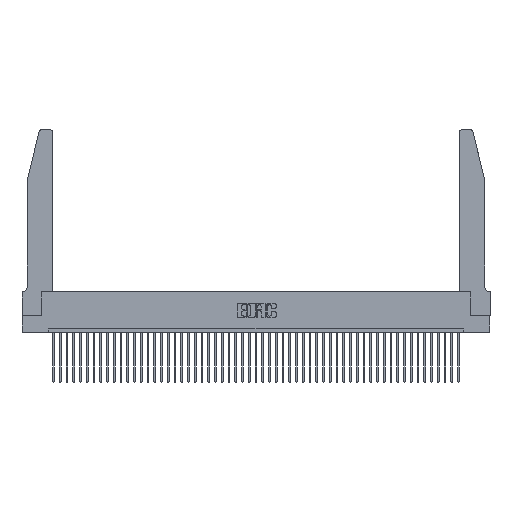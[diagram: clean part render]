
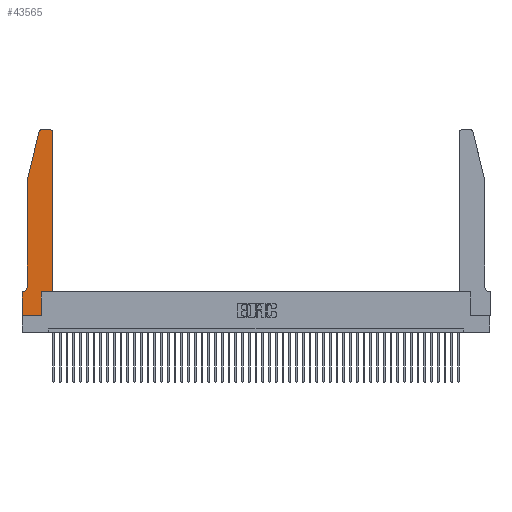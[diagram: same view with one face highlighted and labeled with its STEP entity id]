
A CAD part, top view. The second image highlights one B-rep face of the part: STEP entity #43565.
In plain terms, the highlighted planar face has unit normal (0, 0, 1).
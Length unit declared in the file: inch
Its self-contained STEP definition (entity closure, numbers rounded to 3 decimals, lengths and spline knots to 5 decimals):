
#130 = LINE ( 'NONE', #42001, #30931 ) ;
#1288 = EDGE_CURVE ( 'NONE', #5943, #22219, #11880, .T. ) ;
#1317 = VERTEX_POINT ( 'NONE', #47000 ) ;
#1397 = DIRECTION ( 'NONE',  ( 1., 0., 0. ) ) ;
#1774 = DIRECTION ( 'NONE',  ( -1., 0., 0. ) ) ;
#2343 = DIRECTION ( 'NONE',  ( -1., 0., 0. ) ) ;
#2732 = DIRECTION ( 'NONE',  ( -1., 0., 0. ) ) ;
#2763 = VERTEX_POINT ( 'NONE', #41623 ) ;
#2810 = VECTOR ( 'NONE', #41442, 39.37008 ) ;
#3042 = CARTESIAN_POINT ( 'NONE',  ( 0., 0., 0.37 ) ) ;
#4041 = EDGE_CURVE ( 'NONE', #2763, #1317, #26216, .T. ) ;
#4171 = DIRECTION ( 'NONE',  ( 1., 0., 0. ) ) ;
#4314 = ORIENTED_EDGE ( 'NONE', *, *, #32502, .T. ) ;
#4392 = LINE ( 'NONE', #16966, #6107 ) ;
#5943 = VERTEX_POINT ( 'NONE', #31015 ) ;
#6107 = VECTOR ( 'NONE', #1397, 39.37008 ) ;
#6209 = CARTESIAN_POINT ( 'NONE',  ( 0.4505, 0.35, 0.37 ) ) ;
#7635 = VECTOR ( 'NONE', #19992, 39.37008 ) ;
#7671 = VECTOR ( 'NONE', #1774, 39.37008 ) ;
#7693 = CIRCLE ( 'NONE', #13598, 0.07 ) ;
#7905 = CARTESIAN_POINT ( 'NONE',  ( 0.2865, 0., 0.37 ) ) ;
#8290 = DIRECTION ( 'NONE',  ( -0.239, -0.971, 0. ) ) ;
#8600 = EDGE_CURVE ( 'NONE', #30930, #25188, #12653, .T. ) ;
#8764 = AXIS2_PLACEMENT_3D ( 'NONE', #20911, #13303, #39296 ) ;
#9693 = LINE ( 'NONE', #11735, #34124 ) ;
#9867 = DIRECTION ( 'NONE',  ( 0., 0., -1. ) ) ;
#10091 = EDGE_CURVE ( 'NONE', #16945, #5943, #9693, .T. ) ;
#10288 = VERTEX_POINT ( 'NONE', #31674 ) ;
#10472 = AXIS2_PLACEMENT_3D ( 'NONE', #45106, #15372, #4171 ) ;
#11735 = CARTESIAN_POINT ( 'NONE',  ( 0.4505, 0.35, 0.37 ) ) ;
#11880 = LINE ( 'NONE', #6209, #37498 ) ;
#11928 = CARTESIAN_POINT ( 'NONE',  ( 0.4505, 2.72, 0.37 ) ) ;
#12653 = LINE ( 'NONE', #19043, #2810 ) ;
#13303 = DIRECTION ( 'NONE',  ( 0., 0., 1. ) ) ;
#13598 = AXIS2_PLACEMENT_3D ( 'NONE', #20744, #9867, #2732 ) ;
#13694 = DIRECTION ( 'NONE',  ( 1., 0., 0. ) ) ;
#14073 = LINE ( 'NONE', #35648, #34372 ) ;
#15372 = DIRECTION ( 'NONE',  ( 0., 0., 1. ) ) ;
#15623 = CARTESIAN_POINT ( 'NONE',  ( 0.0755, 0.42, 0.37 ) ) ;
#16945 = VERTEX_POINT ( 'NONE', #39153 ) ;
#16966 = CARTESIAN_POINT ( 'NONE',  ( 0., 0., 0.37 ) ) ;
#17033 = ORIENTED_EDGE ( 'NONE', *, *, #23763, .T. ) ;
#17178 = ORIENTED_EDGE ( 'NONE', *, *, #1288, .T. ) ;
#18209 = FACE_OUTER_BOUND ( 'NONE', #19026, .T. ) ;
#18866 = CARTESIAN_POINT ( 'NONE',  ( 0.0755, 2., 0.37 ) ) ;
#19026 = EDGE_LOOP ( 'NONE', ( #19539, #26065, #44816, #17033, #34371, #4314, #25975, #32969, #38748, #35171, #17178, #47187 ) ) ;
#19043 = CARTESIAN_POINT ( 'NONE',  ( 0., 0., 0.37 ) ) ;
#19221 = LINE ( 'NONE', #23285, #7635 ) ;
#19271 = EDGE_CURVE ( 'NONE', #39526, #16945, #19221, .T. ) ;
#19539 = ORIENTED_EDGE ( 'NONE', *, *, #32564, .T. ) ;
#19992 = DIRECTION ( 'NONE',  ( 0., 1., 0. ) ) ;
#20625 = CARTESIAN_POINT ( 'NONE',  ( 0.2605, 2.75, 0.37 ) ) ;
#20744 = CARTESIAN_POINT ( 'NONE',  ( 0.0055, 0.42, 0.37 ) ) ;
#20911 = CARTESIAN_POINT ( 'NONE',  ( 0.4205, 2.72, 0.37 ) ) ;
#22219 = VERTEX_POINT ( 'NONE', #11928 ) ;
#22435 = CARTESIAN_POINT ( 'NONE',  ( 0., 0.35, 0.37 ) ) ;
#23053 = VECTOR ( 'NONE', #8290, 39.37008 ) ;
#23233 = CARTESIAN_POINT ( 'NONE',  ( 0.0755, 2., 0.37 ) ) ;
#23285 = CARTESIAN_POINT ( 'NONE',  ( 0.2865, 0.35, 0.37 ) ) ;
#23763 = EDGE_CURVE ( 'NONE', #31413, #37910, #130, .T. ) ;
#25188 = VERTEX_POINT ( 'NONE', #3042 ) ;
#25952 = LINE ( 'NONE', #18866, #23053 ) ;
#25975 = ORIENTED_EDGE ( 'NONE', *, *, #8600, .T. ) ;
#26065 = ORIENTED_EDGE ( 'NONE', *, *, #4041, .T. ) ;
#26216 = CIRCLE ( 'NONE', #41046, 0.03 ) ;
#27374 = DIRECTION ( 'NONE',  ( 0., -1., 0. ) ) ;
#27569 = EDGE_CURVE ( 'NONE', #1317, #31413, #25952, .T. ) ;
#28159 = DIRECTION ( 'NONE',  ( 0., 1., 0. ) ) ;
#28509 = EDGE_CURVE ( 'NONE', #22219, #10288, #44528, .T. ) ;
#30930 = VERTEX_POINT ( 'NONE', #22435 ) ;
#30931 = VECTOR ( 'NONE', #27374, 39.37008 ) ;
#31015 = CARTESIAN_POINT ( 'NONE',  ( 0.4505, 0.35, 0.37 ) ) ;
#31413 = VERTEX_POINT ( 'NONE', #23233 ) ;
#31674 = CARTESIAN_POINT ( 'NONE',  ( 0.4205, 2.75, 0.37 ) ) ;
#32502 = EDGE_CURVE ( 'NONE', #38827, #30930, #14073, .T. ) ;
#32564 = EDGE_CURVE ( 'NONE', #10288, #2763, #42570, .T. ) ;
#32704 = CARTESIAN_POINT ( 'NONE',  ( 0.284, 2.72, 0.37 ) ) ;
#32969 = ORIENTED_EDGE ( 'NONE', *, *, #41658, .T. ) ;
#33262 = PLANE ( 'NONE',  #10472 ) ;
#34124 = VECTOR ( 'NONE', #36597, 39.37008 ) ;
#34371 = ORIENTED_EDGE ( 'NONE', *, *, #43717, .T. ) ;
#34372 = VECTOR ( 'NONE', #2343, 39.37008 ) ;
#35171 = ORIENTED_EDGE ( 'NONE', *, *, #10091, .T. ) ;
#35306 = CARTESIAN_POINT ( 'NONE',  ( 0.0055, 0.35, 0.37 ) ) ;
#35648 = CARTESIAN_POINT ( 'NONE',  ( 0.0755, 0.35, 0.37 ) ) ;
#36597 = DIRECTION ( 'NONE',  ( 1., 0., 0. ) ) ;
#37498 = VECTOR ( 'NONE', #28159, 39.37008 ) ;
#37910 = VERTEX_POINT ( 'NONE', #15623 ) ;
#38748 = ORIENTED_EDGE ( 'NONE', *, *, #19271, .T. ) ;
#38827 = VERTEX_POINT ( 'NONE', #35306 ) ;
#39153 = CARTESIAN_POINT ( 'NONE',  ( 0.2865, 0.35, 0.37 ) ) ;
#39296 = DIRECTION ( 'NONE',  ( 1., 0., 0. ) ) ;
#39526 = VERTEX_POINT ( 'NONE', #7905 ) ;
#41046 = AXIS2_PLACEMENT_3D ( 'NONE', #32704, #43447, #13694 ) ;
#41442 = DIRECTION ( 'NONE',  ( 0., -1., 0. ) ) ;
#41623 = CARTESIAN_POINT ( 'NONE',  ( 0.284, 2.75, 0.37 ) ) ;
#41658 = EDGE_CURVE ( 'NONE', #25188, #39526, #4392, .T. ) ;
#42001 = CARTESIAN_POINT ( 'NONE',  ( 0.0755, 2., 0.37 ) ) ;
#42570 = LINE ( 'NONE', #20625, #7671 ) ;
#43447 = DIRECTION ( 'NONE',  ( 0., 0., 1. ) ) ;
#43565 = ADVANCED_FACE ( 'NONE', ( #18209 ), #33262, .T. ) ;
#43717 = EDGE_CURVE ( 'NONE', #37910, #38827, #7693, .T. ) ;
#44528 = CIRCLE ( 'NONE', #8764, 0.03 ) ;
#44816 = ORIENTED_EDGE ( 'NONE', *, *, #27569, .T. ) ;
#45106 = CARTESIAN_POINT ( 'NONE',  ( 0., 0.35, 0.37 ) ) ;
#47000 = CARTESIAN_POINT ( 'NONE',  ( 0.25487, 2.72718, 0.37 ) ) ;
#47187 = ORIENTED_EDGE ( 'NONE', *, *, #28509, .T. ) ;
